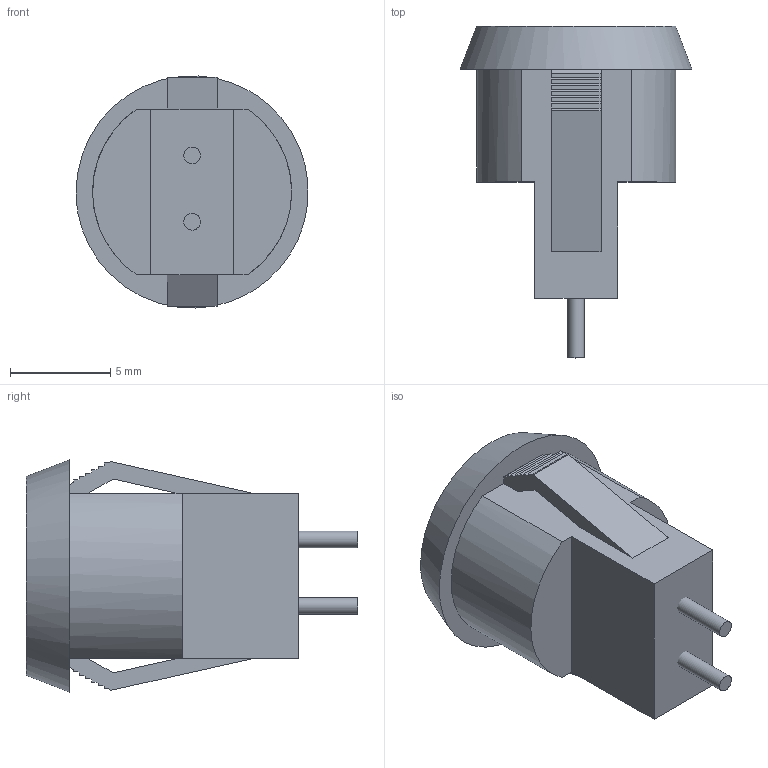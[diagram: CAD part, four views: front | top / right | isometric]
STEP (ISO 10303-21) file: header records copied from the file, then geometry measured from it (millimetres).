
FILE_DESCRIPTION(('FreeCAD Model'),'2;1');
FILE_NAME('Open CASCADE Shape Model','2025-04-30T07:37:33',('FreeCAD'),( 'FreeCAD'),'Open CASCADE STEP processor 7.6','FreeCAD','Unknown');
FILE_SCHEMA(('AUTOMOTIVE_DESIGN { 1 0 10303 214 1 1 1 1 }'));
Products named in the file (1): Open CASCADE STEP translator 7.6 1
Bounding box: 11.57 x 16.55 x 11.58 mm (x, y, z)
Volume: 731 mm3; surface area: 1666.5 mm2
Topology: 34 solids, 34 shells, 1922 faces, 5436 edges, 3562 vertices
Faces by surface type: bspline 1922
Entity records: 63147 total; most frequent: CARTESIAN_POINT 30528, ORIENTED_EDGE 10872, EDGE_CURVE 5436, B_SPLINE_CURVE_WITH_KNOTS 4956, VERTEX_POINT 3562, FACE_BOUND 2042, EDGE_LOOP 2042, ADVANCED_FACE 1922
